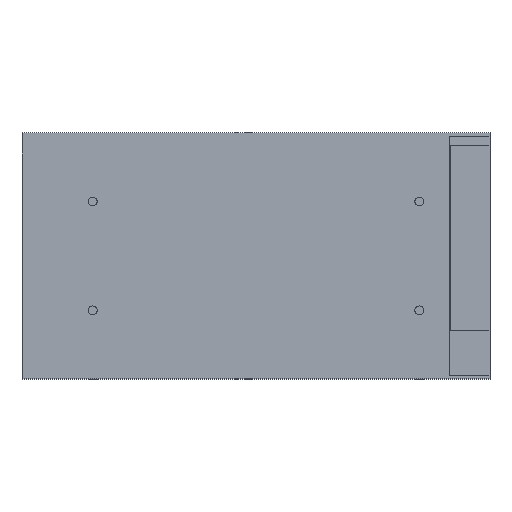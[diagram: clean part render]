
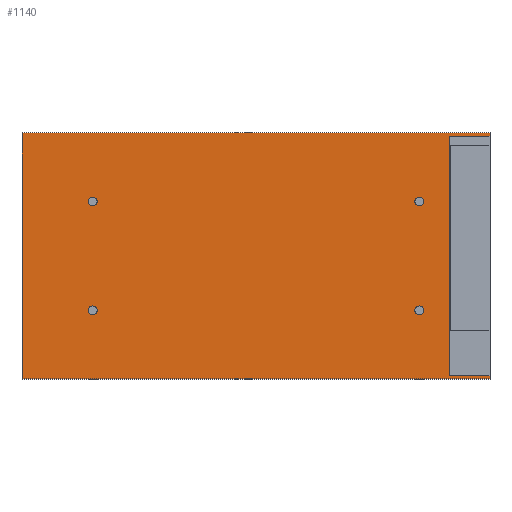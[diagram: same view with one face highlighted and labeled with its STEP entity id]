
A CAD part, top view. The second image highlights one B-rep face of the part: STEP entity #1140.
In plain terms, the highlighted planar face has unit normal (0, 0, 1).
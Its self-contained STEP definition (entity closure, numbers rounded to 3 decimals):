
#3 = DIRECTION ( 'NONE',  ( 0., 0., -1. ) ) ;
#10 = CARTESIAN_POINT ( 'NONE',  ( 180.5, 31.5, 49.5 ) ) ;
#11 = VERTEX_POINT ( 'NONE', #196 ) ;
#19 = CARTESIAN_POINT ( 'NONE',  ( 215.01, 113., 49.5 ) ) ;
#28 = CIRCLE ( 'NONE', #764, 2. ) ;
#34 = CARTESIAN_POINT ( 'NONE',  ( 0., 113.01, 49.5 ) ) ;
#51 = EDGE_CURVE ( 'NONE', #261, #212, #830, .T. ) ;
#56 = AXIS2_PLACEMENT_3D ( 'NONE', #431, #1052, #694 ) ;
#64 = VERTEX_POINT ( 'NONE', #273 ) ;
#65 = CARTESIAN_POINT ( 'NONE',  ( 215., 113.01, 49.5 ) ) ;
#86 = DIRECTION ( 'NONE',  ( -1., 0., 0. ) ) ;
#87 = VECTOR ( 'NONE', #444, 1000. ) ;
#88 = ORIENTED_EDGE ( 'NONE', *, *, #768, .T. ) ;
#96 = VERTEX_POINT ( 'NONE', #270 ) ;
#104 = DIRECTION ( 'NONE',  ( 0., 0., -1. ) ) ;
#115 = CARTESIAN_POINT ( 'NONE',  ( 215., 113.01, 49.5 ) ) ;
#140 = CARTESIAN_POINT ( 'NONE',  ( 215., 111.5, 49.5 ) ) ;
#141 = EDGE_CURVE ( 'NONE', #1003, #440, #759, .T. ) ;
#143 = ORIENTED_EDGE ( 'NONE', *, *, #141, .F. ) ;
#156 = DIRECTION ( 'NONE',  ( 1., 0., 0. ) ) ;
#164 = CIRCLE ( 'NONE', #863, 2. ) ;
#168 = DIRECTION ( 'NONE',  ( 1., 0., 0. ) ) ;
#181 = ORIENTED_EDGE ( 'NONE', *, *, #445, .T. ) ;
#183 = CARTESIAN_POINT ( 'NONE',  ( 196.5, 113.01, 49.5 ) ) ;
#196 = CARTESIAN_POINT ( 'NONE',  ( 196.5, 111.5, 49.5 ) ) ;
#203 = FACE_BOUND ( 'NONE', #656, .T. ) ;
#212 = VERTEX_POINT ( 'NONE', #458 ) ;
#215 = ORIENTED_EDGE ( 'NONE', *, *, #300, .T. ) ;
#217 = LINE ( 'NONE', #698, #842 ) ;
#224 = EDGE_CURVE ( 'NONE', #290, #1003, #980, .T. ) ;
#241 = FACE_BOUND ( 'NONE', #908, .T. ) ;
#242 = CIRCLE ( 'NONE', #645, 2. ) ;
#252 = CIRCLE ( 'NONE', #1001, 2. ) ;
#261 = VERTEX_POINT ( 'NONE', #384 ) ;
#270 = CARTESIAN_POINT ( 'NONE',  ( 184.5, 81.5, 49.5 ) ) ;
#273 = CARTESIAN_POINT ( 'NONE',  ( 34.5, 81.5, 49.5 ) ) ;
#274 = VECTOR ( 'NONE', #472, 1000. ) ;
#290 = VERTEX_POINT ( 'NONE', #648 ) ;
#300 = EDGE_CURVE ( 'NONE', #989, #971, #28, .T. ) ;
#324 = EDGE_CURVE ( 'NONE', #11, #854, #1116, .T. ) ;
#331 = DIRECTION ( 'NONE',  ( 0., 0., -1. ) ) ;
#334 = ORIENTED_EDGE ( 'NONE', *, *, #1080, .T. ) ;
#343 = ORIENTED_EDGE ( 'NONE', *, *, #1067, .T. ) ;
#356 = CIRCLE ( 'NONE', #381, 2. ) ;
#359 = VERTEX_POINT ( 'NONE', #573 ) ;
#367 = EDGE_CURVE ( 'NONE', #440, #854, #550, .T. ) ;
#368 = ORIENTED_EDGE ( 'NONE', *, *, #224, .F. ) ;
#375 = DIRECTION ( 'NONE',  ( 0., 0., -1. ) ) ;
#381 = AXIS2_PLACEMENT_3D ( 'NONE', #1075, #375, #814 ) ;
#382 = CARTESIAN_POINT ( 'NONE',  ( 182.5, 31.5, 49.5 ) ) ;
#384 = CARTESIAN_POINT ( 'NONE',  ( 215., 1.5, 49.5 ) ) ;
#393 = DIRECTION ( 'NONE',  ( 0., 0., -1. ) ) ;
#399 = DIRECTION ( 'NONE',  ( 1., 0., 0. ) ) ;
#424 = VERTEX_POINT ( 'NONE', #942 ) ;
#431 = CARTESIAN_POINT ( 'NONE',  ( 182.5, 81.5, 49.5 ) ) ;
#435 = ORIENTED_EDGE ( 'NONE', *, *, #367, .F. ) ;
#436 = AXIS2_PLACEMENT_3D ( 'NONE', #1104, #393, #901 ) ;
#440 = VERTEX_POINT ( 'NONE', #761 ) ;
#441 = CARTESIAN_POINT ( 'NONE',  ( 32.5, 81.5, 49.5 ) ) ;
#443 = VECTOR ( 'NONE', #828, 1000. ) ;
#444 = DIRECTION ( 'NONE',  ( 0., -1., 0. ) ) ;
#445 = EDGE_CURVE ( 'NONE', #359, #948, #242, .T. ) ;
#458 = CARTESIAN_POINT ( 'NONE',  ( 215., 0., 49.5 ) ) ;
#470 = VECTOR ( 'NONE', #1103, 1000. ) ;
#472 = DIRECTION ( 'NONE',  ( 1., 0., 0. ) ) ;
#478 = DIRECTION ( 'NONE',  ( 0., 0., -1. ) ) ;
#500 = AXIS2_PLACEMENT_3D ( 'NONE', #441, #3, #865 ) ;
#505 = CIRCLE ( 'NONE', #56, 2. ) ;
#519 = ORIENTED_EDGE ( 'NONE', *, *, #666, .T. ) ;
#523 = CARTESIAN_POINT ( 'NONE',  ( 184.5, 31.5, 49.5 ) ) ;
#526 = DIRECTION ( 'NONE',  ( 1., 0., 0. ) ) ;
#550 = LINE ( 'NONE', #65, #443 ) ;
#562 = DIRECTION ( 'NONE',  ( 1., 0., 0. ) ) ;
#571 = EDGE_LOOP ( 'NONE', ( #1061, #343, #960, #435, #143, #368, #592, #919 ) ) ;
#573 = CARTESIAN_POINT ( 'NONE',  ( 30.5, 31.5, 49.5 ) ) ;
#579 = EDGE_CURVE ( 'NONE', #261, #665, #861, .T. ) ;
#586 = CIRCLE ( 'NONE', #436, 2. ) ;
#592 = ORIENTED_EDGE ( 'NONE', *, *, #1007, .F. ) ;
#610 = FACE_BOUND ( 'NONE', #1053, .T. ) ;
#645 = AXIS2_PLACEMENT_3D ( 'NONE', #1028, #331, #168 ) ;
#648 = CARTESIAN_POINT ( 'NONE',  ( 0., 0., 49.5 ) ) ;
#656 = EDGE_LOOP ( 'NONE', ( #519, #181 ) ) ;
#665 = VERTEX_POINT ( 'NONE', #1056 ) ;
#666 = EDGE_CURVE ( 'NONE', #948, #359, #356, .T. ) ;
#676 = LINE ( 'NONE', #183, #976 ) ;
#689 = FACE_OUTER_BOUND ( 'NONE', #571, .T. ) ;
#694 = DIRECTION ( 'NONE',  ( 1., 0., 0. ) ) ;
#698 = CARTESIAN_POINT ( 'NONE',  ( 215.01, 0., 49.5 ) ) ;
#712 = DIRECTION ( 'NONE',  ( 1., 0., 0. ) ) ;
#720 = ORIENTED_EDGE ( 'NONE', *, *, #847, .T. ) ;
#728 = CARTESIAN_POINT ( 'NONE',  ( 180.5, 81.5, 49.5 ) ) ;
#736 = DIRECTION ( 'NONE',  ( 0., 0., -1. ) ) ;
#759 = LINE ( 'NONE', #19, #274 ) ;
#761 = CARTESIAN_POINT ( 'NONE',  ( 215., 113., 49.5 ) ) ;
#764 = AXIS2_PLACEMENT_3D ( 'NONE', #1118, #478, #156 ) ;
#768 = EDGE_CURVE ( 'NONE', #971, #989, #164, .T. ) ;
#779 = CARTESIAN_POINT ( 'NONE',  ( 32.5, 81.5, 49.5 ) ) ;
#781 = CARTESIAN_POINT ( 'NONE',  ( 0., 113., 49.5 ) ) ;
#797 = PLANE ( 'NONE',  #914 ) ;
#811 = VECTOR ( 'NONE', #1044, 1000. ) ;
#814 = DIRECTION ( 'NONE',  ( 1., 0., 0. ) ) ;
#828 = DIRECTION ( 'NONE',  ( 0., -1., 0. ) ) ;
#830 = LINE ( 'NONE', #115, #87 ) ;
#842 = VECTOR ( 'NONE', #86, 1000. ) ;
#847 = EDGE_CURVE ( 'NONE', #868, #96, #586, .T. ) ;
#854 = VERTEX_POINT ( 'NONE', #140 ) ;
#861 = LINE ( 'NONE', #874, #811 ) ;
#863 = AXIS2_PLACEMENT_3D ( 'NONE', #382, #736, #562 ) ;
#865 = DIRECTION ( 'NONE',  ( 1., 0., 0. ) ) ;
#868 = VERTEX_POINT ( 'NONE', #728 ) ;
#874 = CARTESIAN_POINT ( 'NONE',  ( 215.01, 1.5, 49.5 ) ) ;
#886 = ORIENTED_EDGE ( 'NONE', *, *, #1027, .T. ) ;
#901 = DIRECTION ( 'NONE',  ( 1., 0., 0. ) ) ;
#908 = EDGE_LOOP ( 'NONE', ( #1109, #720 ) ) ;
#914 = AXIS2_PLACEMENT_3D ( 'NONE', #1084, #979, #712 ) ;
#919 = ORIENTED_EDGE ( 'NONE', *, *, #51, .F. ) ;
#920 = CIRCLE ( 'NONE', #500, 2. ) ;
#927 = CARTESIAN_POINT ( 'NONE',  ( 34.5, 31.5, 49.5 ) ) ;
#935 = FACE_BOUND ( 'NONE', #988, .T. ) ;
#942 = CARTESIAN_POINT ( 'NONE',  ( 30.5, 81.5, 49.5 ) ) ;
#948 = VERTEX_POINT ( 'NONE', #927 ) ;
#960 = ORIENTED_EDGE ( 'NONE', *, *, #324, .T. ) ;
#971 = VERTEX_POINT ( 'NONE', #523 ) ;
#975 = EDGE_CURVE ( 'NONE', #96, #868, #505, .T. ) ;
#976 = VECTOR ( 'NONE', #1055, 1000. ) ;
#979 = DIRECTION ( 'NONE',  ( 0., 0., 1. ) ) ;
#980 = LINE ( 'NONE', #34, #470 ) ;
#988 = EDGE_LOOP ( 'NONE', ( #334, #886 ) ) ;
#989 = VERTEX_POINT ( 'NONE', #10 ) ;
#1001 = AXIS2_PLACEMENT_3D ( 'NONE', #779, #104, #526 ) ;
#1003 = VERTEX_POINT ( 'NONE', #781 ) ;
#1007 = EDGE_CURVE ( 'NONE', #212, #290, #217, .T. ) ;
#1027 = EDGE_CURVE ( 'NONE', #424, #64, #920, .T. ) ;
#1028 = CARTESIAN_POINT ( 'NONE',  ( 32.5, 31.5, 49.5 ) ) ;
#1044 = DIRECTION ( 'NONE',  ( -1., 0., 0. ) ) ;
#1052 = DIRECTION ( 'NONE',  ( 0., 0., -1. ) ) ;
#1053 = EDGE_LOOP ( 'NONE', ( #88, #215 ) ) ;
#1055 = DIRECTION ( 'NONE',  ( 0., 1., 0. ) ) ;
#1056 = CARTESIAN_POINT ( 'NONE',  ( 196.5, 1.5, 49.5 ) ) ;
#1061 = ORIENTED_EDGE ( 'NONE', *, *, #579, .T. ) ;
#1067 = EDGE_CURVE ( 'NONE', #665, #11, #676, .T. ) ;
#1075 = CARTESIAN_POINT ( 'NONE',  ( 32.5, 31.5, 49.5 ) ) ;
#1080 = EDGE_CURVE ( 'NONE', #64, #424, #252, .T. ) ;
#1084 = CARTESIAN_POINT ( 'NONE',  ( 215.01, 113.01, 49.5 ) ) ;
#1086 = VECTOR ( 'NONE', #399, 1000. ) ;
#1103 = DIRECTION ( 'NONE',  ( 0., 1., 0. ) ) ;
#1104 = CARTESIAN_POINT ( 'NONE',  ( 182.5, 81.5, 49.5 ) ) ;
#1109 = ORIENTED_EDGE ( 'NONE', *, *, #975, .T. ) ;
#1116 = LINE ( 'NONE', #1119, #1086 ) ;
#1118 = CARTESIAN_POINT ( 'NONE',  ( 182.5, 31.5, 49.5 ) ) ;
#1119 = CARTESIAN_POINT ( 'NONE',  ( 215.01, 111.5, 49.5 ) ) ;
#1140 = ADVANCED_FACE ( 'NONE', ( #935, #610, #203, #241, #689 ), #797, .T. ) ;
